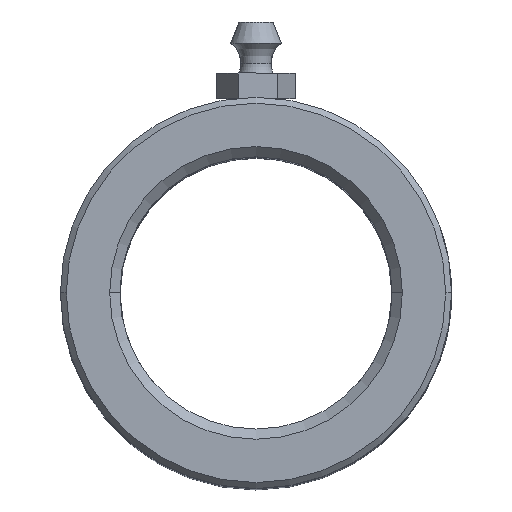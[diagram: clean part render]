
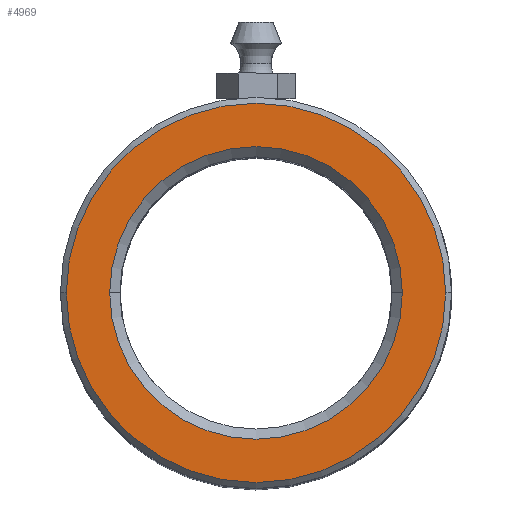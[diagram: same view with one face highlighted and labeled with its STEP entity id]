
A CAD part, top view. The second image highlights one B-rep face of the part: STEP entity #4969.
In plain terms, the highlighted planar face has unit normal (0, 0, 1).
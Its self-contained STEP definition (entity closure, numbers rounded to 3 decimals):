
#65 = CIRCLE ( 'NONE', #5490, 22.3 ) ;
#120 = DIRECTION ( 'NONE',  ( 0., 0., 1. ) ) ;
#302 = CARTESIAN_POINT ( 'NONE',  ( 22.3, 0., 100. ) ) ;
#376 = VERTEX_POINT ( 'NONE', #5766 ) ;
#478 = CIRCLE ( 'NONE', #607, 17.2 ) ;
#593 = CARTESIAN_POINT ( 'NONE',  ( 0., 0., 100. ) ) ;
#607 = AXIS2_PLACEMENT_3D ( 'NONE', #1518, #4298, #6950 ) ;
#750 = EDGE_LOOP ( 'NONE', ( #2279, #6741 ) ) ;
#761 = EDGE_CURVE ( 'NONE', #2259, #5267, #6599, .T. ) ;
#779 = ORIENTED_EDGE ( 'NONE', *, *, #761, .T. ) ;
#1033 = AXIS2_PLACEMENT_3D ( 'NONE', #3361, #120, #4900 ) ;
#1102 = DIRECTION ( 'NONE',  ( 0., 0., 1. ) ) ;
#1518 = CARTESIAN_POINT ( 'NONE',  ( 0., 0., 100. ) ) ;
#1579 = EDGE_LOOP ( 'NONE', ( #6819, #779 ) ) ;
#1609 = CARTESIAN_POINT ( 'NONE',  ( -17.2, 0., 100. ) ) ;
#1643 = DIRECTION ( 'NONE',  ( 1., 0., 0. ) ) ;
#1743 = DIRECTION ( 'NONE',  ( 1., 0., 0. ) ) ;
#2096 = DIRECTION ( 'NONE',  ( 1., 0., 0. ) ) ;
#2192 = AXIS2_PLACEMENT_3D ( 'NONE', #4367, #1102, #1643 ) ;
#2221 = DIRECTION ( 'NONE',  ( 0., 0., -1. ) ) ;
#2259 = VERTEX_POINT ( 'NONE', #1609 ) ;
#2279 = ORIENTED_EDGE ( 'NONE', *, *, #6838, .T. ) ;
#3084 = EDGE_CURVE ( 'NONE', #6364, #376, #65, .T. ) ;
#3260 = PLANE ( 'NONE',  #2192 ) ;
#3361 = CARTESIAN_POINT ( 'NONE',  ( 0., 0., 100. ) ) ;
#3576 = AXIS2_PLACEMENT_3D ( 'NONE', #593, #2221, #1743 ) ;
#3693 = EDGE_CURVE ( 'NONE', #5267, #2259, #478, .T. ) ;
#4298 = DIRECTION ( 'NONE',  ( 0., 0., -1. ) ) ;
#4367 = CARTESIAN_POINT ( 'NONE',  ( 0., 0., 100. ) ) ;
#4757 = FACE_BOUND ( 'NONE', #1579, .T. ) ;
#4900 = DIRECTION ( 'NONE',  ( 1., 0., 0. ) ) ;
#4922 = FACE_OUTER_BOUND ( 'NONE', #750, .T. ) ;
#4969 = ADVANCED_FACE ( 'NONE', ( #4922, #4757 ), #3260, .T. ) ;
#5267 = VERTEX_POINT ( 'NONE', #6533 ) ;
#5490 = AXIS2_PLACEMENT_3D ( 'NONE', #6936, #5940, #2096 ) ;
#5766 = CARTESIAN_POINT ( 'NONE',  ( -22.3, 0., 100. ) ) ;
#5940 = DIRECTION ( 'NONE',  ( 0., 0., 1. ) ) ;
#6364 = VERTEX_POINT ( 'NONE', #302 ) ;
#6533 = CARTESIAN_POINT ( 'NONE',  ( 17.2, 0., 100. ) ) ;
#6599 = CIRCLE ( 'NONE', #3576, 17.2 ) ;
#6741 = ORIENTED_EDGE ( 'NONE', *, *, #3084, .T. ) ;
#6819 = ORIENTED_EDGE ( 'NONE', *, *, #3693, .T. ) ;
#6826 = CIRCLE ( 'NONE', #1033, 22.3 ) ;
#6838 = EDGE_CURVE ( 'NONE', #376, #6364, #6826, .T. ) ;
#6936 = CARTESIAN_POINT ( 'NONE',  ( 0., 0., 100. ) ) ;
#6950 = DIRECTION ( 'NONE',  ( 1., 0., 0. ) ) ;
